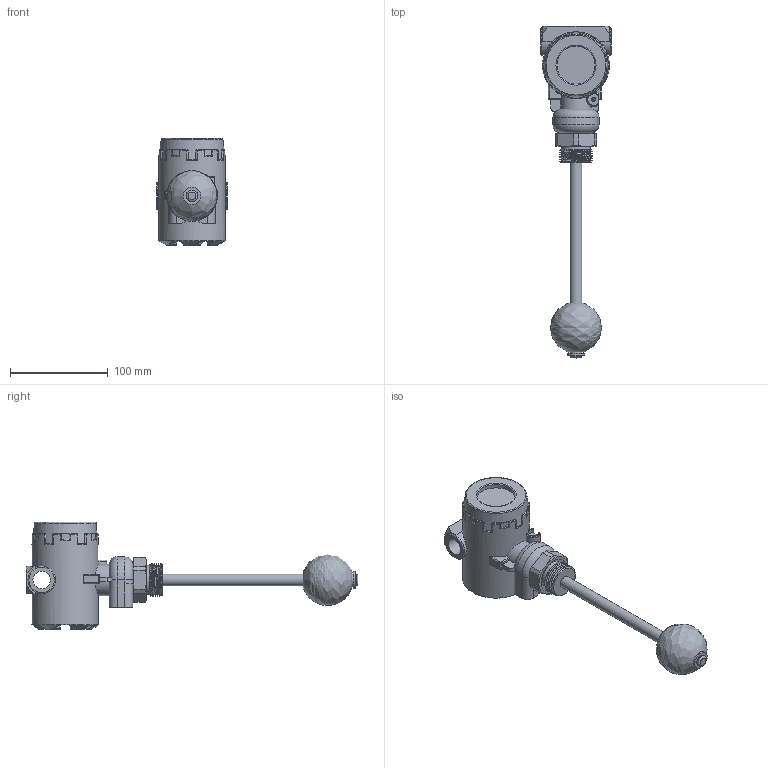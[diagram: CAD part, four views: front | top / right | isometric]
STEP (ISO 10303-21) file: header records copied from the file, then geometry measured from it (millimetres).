
FILE_DESCRIPTION(/* description */ (''),/* implementation_level */ '2;1');
FILE_NAME(/* name */ 'LM200-L0200AG1MGM20KNE0.stp',/* time_stamp */ '2022-07-20T18:53:26+08:00',/* author */ (''),/* organization */ (''),/* preprocessor_version */ 'ST-DEVELOPER v16',/* originating_system */ 'SIEMENS PLM Software NX 10.0',/* authorisation */ '');
FILE_SCHEMA (('CONFIG_CONTROL_DESIGN'));
Length unit declared in the file: millimetre
Products named in the file (1): 2088红色壳体
Bounding box: 72 x 339 x 110 mm (x, y, z)
Volume: 558717.7 mm3; surface area: 72582.8 mm2
Topology: 4 solids, 4 shells, 399 faces, 1000 edges, 582 vertices
Faces by surface type: plane 136, cylinder 118, torus 51, bspline 39, sphere 34, cone 21
Full cylindrical faces by diameter (mm): 3.3 x1, 5 x2, 12 x2, 18 x2, 27 x1, 28 x2, 29.6 x1, 32 x1, 36 x1, 39 x1, 68 x1
Entity records: 14473 total; most frequent: CARTESIAN_POINT 5526, DIRECTION 1859, ORIENTED_EDGE 1848, EDGE_CURVE 924, AXIS2_PLACEMENT_3D 775, VERTEX_POINT 572, EDGE_LOOP 436, ADVANCED_FACE 399
